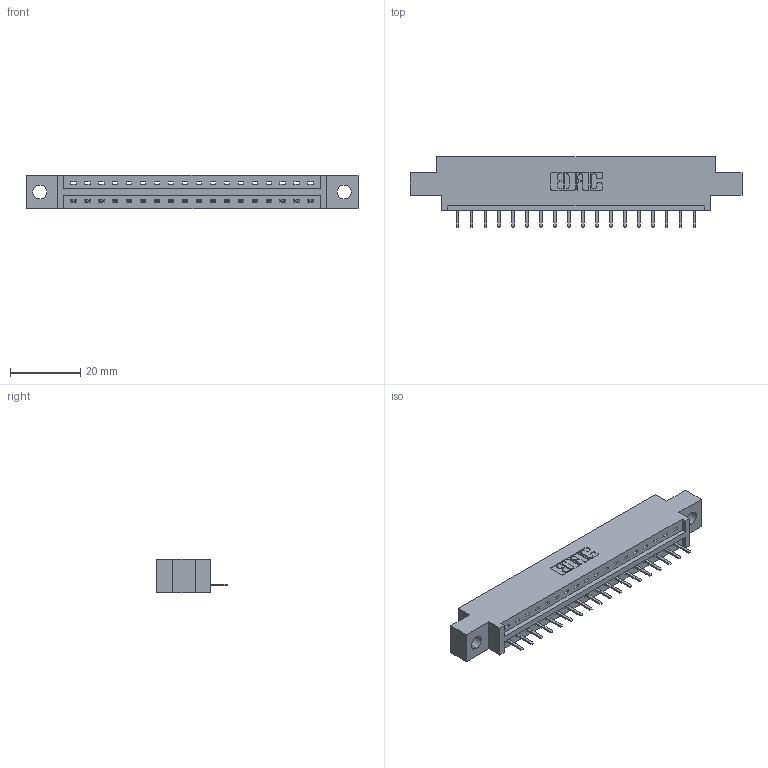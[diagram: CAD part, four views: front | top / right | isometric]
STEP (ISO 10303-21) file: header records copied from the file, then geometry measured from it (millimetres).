
FILE_DESCRIPTION (( 'STEP AP203' ), '1' );
FILE_NAME ('387-018-520-604.STEP', '2018-09-12T06:10:28', ( '' ), ( '' ), 'SwSTEP 2.0', 'SolidWorks 2016', '' );
FILE_SCHEMA (( 'CONFIG_CONTROL_DESIGN' ));
Length unit declared in the file: inch
Products named in the file (3): 337 Part_0.170 Offset - 0.156 Dia-TH; 345-292-001_345-293-120; 387-018-520-604
Assembly tree (19 placements, depth 2):
  387-018-520-604
    337 Part_0.170 Offset - 0.156 Dia-TH
    345-292-001_345-293-120  x18
Bounding box: 94.34 x 20.02 x 9.4 mm (x, y, z)
Volume: 9247.1 mm3; surface area: 9127.7 mm2
Topology: 19 solids, 19 shells, 1306 faces, 3851 edges, 2518 vertices
Faces by surface type: plane 938, cylinder 368
Entity records: 16733 total; most frequent: CARTESIAN_POINT 2932, ORIENTED_EDGE 2874, DIRECTION 2505, EDGE_CURVE 1437, VECTOR 1305, LINE 1305, VERTEX_POINT 954, AXIS2_PLACEMENT_3D 600
